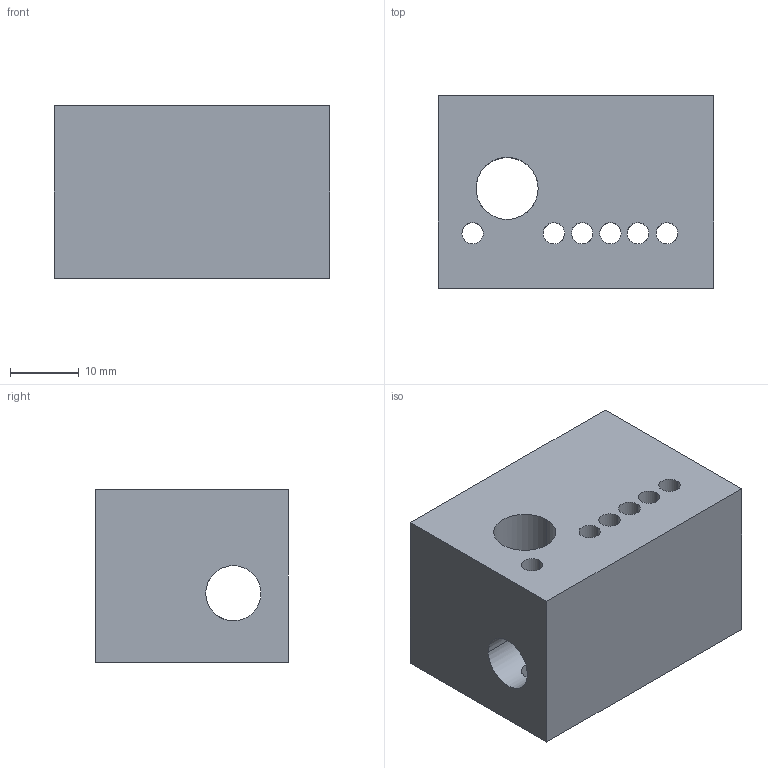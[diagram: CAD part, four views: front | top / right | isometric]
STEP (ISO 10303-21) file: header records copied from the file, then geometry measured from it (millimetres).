
FILE_DESCRIPTION(('CATIA V5 STEP Exchange'),'2;1');
FILE_NAME('guide_percage_tige.stp','2022-10-16T17:26:23+00:00',('none'),('none'),'CATIA Version 5 Release 18 GA (IN-10)','CATIA V5 STEP AP203','none');
FILE_SCHEMA(('CONFIG_CONTROL_DESIGN'));
Length unit declared in the file: millimetre
Products named in the file (1): guide_percage_tige
Bounding box: 40 x 28 x 25 mm (x, y, z)
Volume: 23588 mm3; surface area: 7924.8 mm2
Topology: 1 solids, 1 shells, 38 faces, 109 edges, 73 vertices
Faces by surface type: cylinder 30, plane 6, cone 2
Entity records: 1570 total; most frequent: CARTESIAN_POINT 604, ORIENTED_EDGE 218, DIRECTION 115, EDGE_CURVE 109, VERTEX_POINT 72, EDGE_LOOP 69, AXIS2_PLACEMENT_3D 54, VECTOR 45
